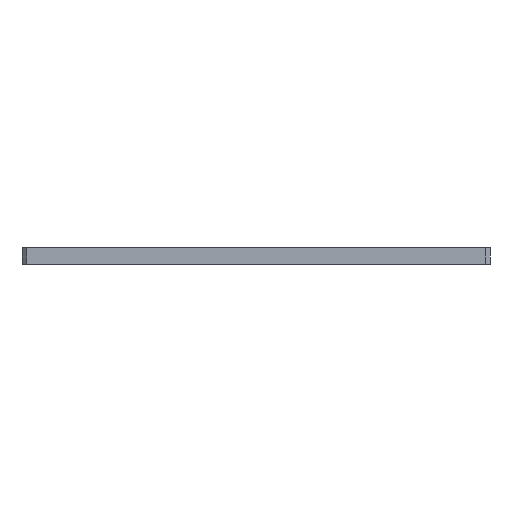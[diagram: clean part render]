
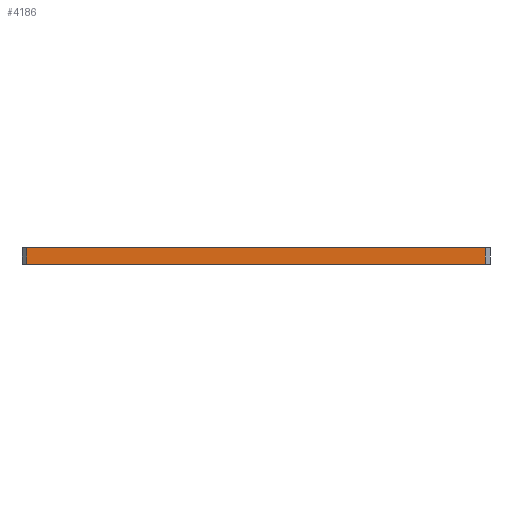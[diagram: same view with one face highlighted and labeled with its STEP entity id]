
A CAD part, left-side view. The second image highlights one B-rep face of the part: STEP entity #4186.
In plain terms, the highlighted planar face has unit normal (-1, 0, 0).
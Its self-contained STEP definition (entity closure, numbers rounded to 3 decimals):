
#205 = ORIENTED_EDGE ( 'NONE', *, *, #1462, .T. ) ;
#255 = DIRECTION ( 'NONE',  ( 0., 0., -1. ) ) ;
#261 = ORIENTED_EDGE ( 'NONE', *, *, #2722, .T. ) ;
#420 = VECTOR ( 'NONE', #3548, 1000. ) ;
#877 = CARTESIAN_POINT ( 'NONE',  ( -330.2, -242.65, 18. ) ) ;
#900 = CARTESIAN_POINT ( 'NONE',  ( -330.2, 242.65, 1. ) ) ;
#1125 = FACE_OUTER_BOUND ( 'NONE', #2649, .T. ) ;
#1274 = ORIENTED_EDGE ( 'NONE', *, *, #3986, .T. ) ;
#1414 = VERTEX_POINT ( 'NONE', #900 ) ;
#1462 = EDGE_CURVE ( 'NONE', #3605, #4127, #2421, .T. ) ;
#1545 = VECTOR ( 'NONE', #3249, 1000. ) ;
#1664 = VERTEX_POINT ( 'NONE', #4324 ) ;
#2421 = LINE ( 'NONE', #4612, #1545 ) ;
#2449 = VECTOR ( 'NONE', #255, 1000. ) ;
#2649 = EDGE_LOOP ( 'NONE', ( #3638, #261, #1274, #205 ) ) ;
#2656 = LINE ( 'NONE', #4006, #420 ) ;
#2722 = EDGE_CURVE ( 'NONE', #1414, #1664, #2656, .T. ) ;
#2909 = VECTOR ( 'NONE', #5326, 1000. ) ;
#3239 = DIRECTION ( 'NONE',  ( 0., 0., -1. ) ) ;
#3249 = DIRECTION ( 'NONE',  ( 0., 1., 0. ) ) ;
#3548 = DIRECTION ( 'NONE',  ( 0., -1., 0. ) ) ;
#3605 = VERTEX_POINT ( 'NONE', #877 ) ;
#3638 = ORIENTED_EDGE ( 'NONE', *, *, #5406, .T. ) ;
#3986 = EDGE_CURVE ( 'NONE', #1664, #3605, #5348, .T. ) ;
#4006 = CARTESIAN_POINT ( 'NONE',  ( -330.2, -247.65, 1. ) ) ;
#4050 = CARTESIAN_POINT ( 'NONE',  ( -330.2, -242.65, 19. ) ) ;
#4127 = VERTEX_POINT ( 'NONE', #5039 ) ;
#4186 = ADVANCED_FACE ( 'NONE', ( #1125 ), #5528, .F. ) ;
#4192 = CARTESIAN_POINT ( 'NONE',  ( -330.2, 242.65, 19. ) ) ;
#4324 = CARTESIAN_POINT ( 'NONE',  ( -330.2, -242.65, 1. ) ) ;
#4550 = AXIS2_PLACEMENT_3D ( 'NONE', #4634, #4575, #3239 ) ;
#4575 = DIRECTION ( 'NONE',  ( 1., 0., 0. ) ) ;
#4612 = CARTESIAN_POINT ( 'NONE',  ( -330.2, 242.65, 18. ) ) ;
#4634 = CARTESIAN_POINT ( 'NONE',  ( -330.2, -247.65, 19. ) ) ;
#4657 = LINE ( 'NONE', #4192, #2449 ) ;
#5039 = CARTESIAN_POINT ( 'NONE',  ( -330.2, 242.65, 18. ) ) ;
#5326 = DIRECTION ( 'NONE',  ( 0., 0., 1. ) ) ;
#5348 = LINE ( 'NONE', #4050, #2909 ) ;
#5406 = EDGE_CURVE ( 'NONE', #4127, #1414, #4657, .T. ) ;
#5528 = PLANE ( 'NONE',  #4550 ) ;
